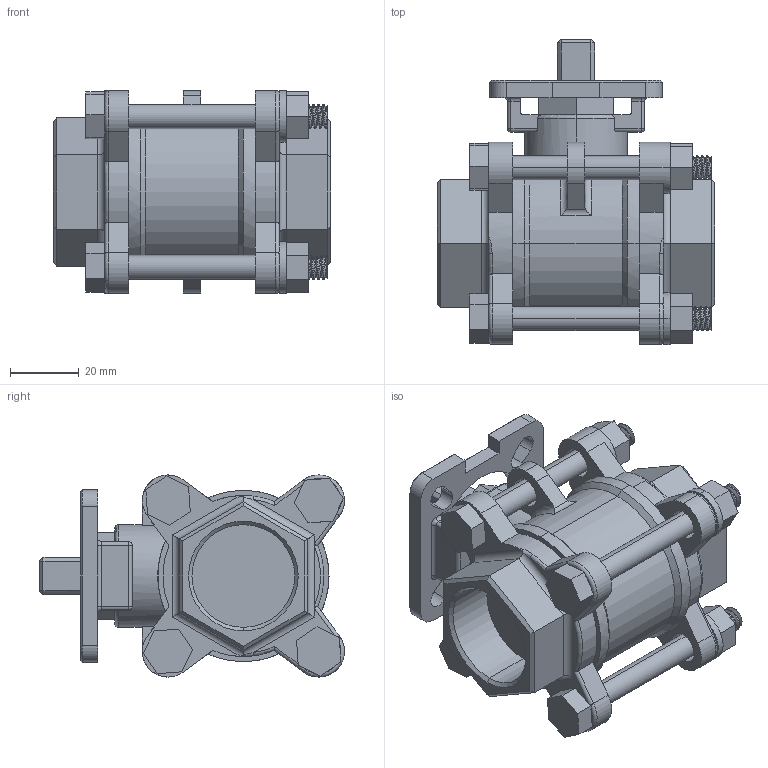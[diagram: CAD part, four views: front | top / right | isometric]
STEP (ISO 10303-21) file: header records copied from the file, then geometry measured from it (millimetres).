
FILE_DESCRIPTION (( 'STEP AP214' ), '1' );
FILE_NAME ('SCBV-Q611F-16FC-25.step', '2025-11-03T06:55:20', ( 'KTP' ), ( '' ), 'SwSTEP 2.0', 'SolidWorks 2021', '' );
FILE_SCHEMA (( 'AUTOMOTIVE_DESIGN' ));
Length unit declared in the file: millimetre
Products named in the file (1): SCBV-Q611F-16FC-25
Bounding box: 81 x 89 x 59 mm (x, y, z)
Volume: 156558.1 mm3; surface area: 40561.7 mm2
Topology: 1 solids, 1 shells, 494 faces, 1240 edges, 765 vertices
Faces by surface type: plane 237, cylinder 166, cone 32, torus 31, bspline 24, sphere 4
Entity records: 20472 total; most frequent: CARTESIAN_POINT 8852, ORIENTED_EDGE 2472, DIRECTION 2360, EDGE_CURVE 1236, AXIS2_PLACEMENT_3D 843, VERTEX_POINT 765, VECTOR 674, LINE 674
